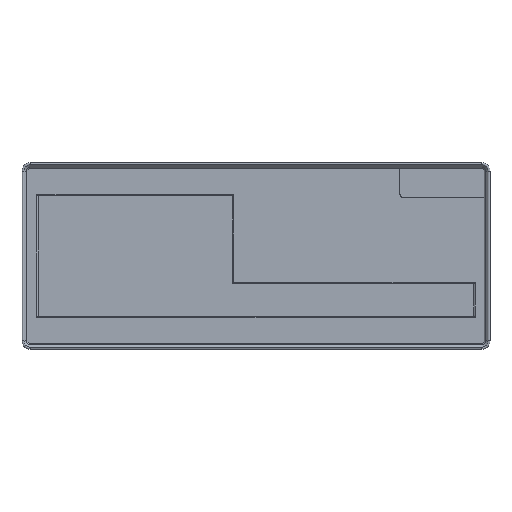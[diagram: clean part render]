
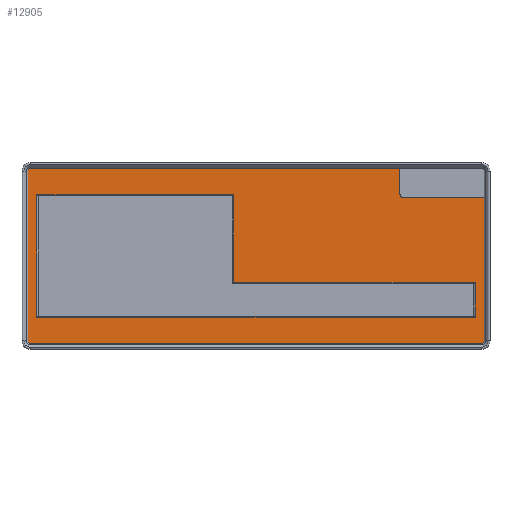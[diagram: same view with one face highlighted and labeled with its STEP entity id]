
A CAD part, top view. The second image highlights one B-rep face of the part: STEP entity #12905.
In plain terms, the highlighted planar face has unit normal (0, 0, 1).
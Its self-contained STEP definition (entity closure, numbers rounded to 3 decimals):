
#427=FACE_BOUND('',#2782,.T.);
#863=CIRCLE('',#14155,3.75);
#864=CIRCLE('',#14156,3.75);
#865=CIRCLE('',#14157,3.75);
#866=CIRCLE('',#14158,3.75);
#1913=FACE_OUTER_BOUND('',#2781,.T.);
#2781=EDGE_LOOP('',(#11578,#11579,#11580,#11581,#11582,#11583,#11584,#11585));
#2782=EDGE_LOOP('',(#11586,#11587,#11588,#11589,#11590,#11591));
#3922=LINE('',#32168,#5096);
#3924=LINE('',#32182,#5098);
#3927=LINE('',#32189,#5101);
#3929=LINE('',#32195,#5103);
#3930=LINE('',#32198,#5104);
#3933=LINE('',#32204,#5107);
#3948=LINE('',#32243,#5122);
#3949=LINE('',#32247,#5123);
#3950=LINE('',#32251,#5124);
#3951=LINE('',#32254,#5125);
#5096=VECTOR('',#17647,10.);
#5098=VECTOR('',#17663,10.);
#5101=VECTOR('',#17670,10.);
#5103=VECTOR('',#17676,10.);
#5104=VECTOR('',#17679,10.);
#5107=VECTOR('',#17686,10.);
#5122=VECTOR('',#17725,10.);
#5123=VECTOR('',#17728,10.);
#5124=VECTOR('',#17731,10.);
#5125=VECTOR('',#17734,10.);
#6211=VERTEX_POINT('',#32166);
#6212=VERTEX_POINT('',#32167);
#6217=VERTEX_POINT('',#32178);
#6219=VERTEX_POINT('',#32187);
#6221=VERTEX_POINT('',#32193);
#6222=VERTEX_POINT('',#32197);
#6233=VERTEX_POINT('',#32239);
#6234=VERTEX_POINT('',#32240);
#6235=VERTEX_POINT('',#32242);
#6236=VERTEX_POINT('',#32244);
#6237=VERTEX_POINT('',#32246);
#6238=VERTEX_POINT('',#32248);
#6239=VERTEX_POINT('',#32250);
#6240=VERTEX_POINT('',#32252);
#7989=EDGE_CURVE('',#6211,#6212,#3922,.T.);
#7996=EDGE_CURVE('',#6212,#6217,#3924,.T.);
#8000=EDGE_CURVE('',#6219,#6211,#3927,.T.);
#8003=EDGE_CURVE('',#6221,#6219,#3929,.T.);
#8004=EDGE_CURVE('',#6222,#6221,#3930,.T.);
#8008=EDGE_CURVE('',#6217,#6222,#3933,.T.);
#8026=EDGE_CURVE('',#6233,#6234,#863,.T.);
#8027=EDGE_CURVE('',#6234,#6235,#3948,.T.);
#8028=EDGE_CURVE('',#6235,#6236,#864,.T.);
#8029=EDGE_CURVE('',#6236,#6237,#3949,.T.);
#8030=EDGE_CURVE('',#6237,#6238,#865,.T.);
#8031=EDGE_CURVE('',#6238,#6239,#3950,.T.);
#8032=EDGE_CURVE('',#6239,#6240,#866,.T.);
#8033=EDGE_CURVE('',#6240,#6233,#3951,.T.);
#11578=ORIENTED_EDGE('',*,*,#8026,.T.);
#11579=ORIENTED_EDGE('',*,*,#8027,.T.);
#11580=ORIENTED_EDGE('',*,*,#8028,.T.);
#11581=ORIENTED_EDGE('',*,*,#8029,.T.);
#11582=ORIENTED_EDGE('',*,*,#8030,.T.);
#11583=ORIENTED_EDGE('',*,*,#8031,.T.);
#11584=ORIENTED_EDGE('',*,*,#8032,.T.);
#11585=ORIENTED_EDGE('',*,*,#8033,.T.);
#11586=ORIENTED_EDGE('',*,*,#7989,.F.);
#11587=ORIENTED_EDGE('',*,*,#8000,.F.);
#11588=ORIENTED_EDGE('',*,*,#8003,.F.);
#11589=ORIENTED_EDGE('',*,*,#8004,.F.);
#11590=ORIENTED_EDGE('',*,*,#8008,.F.);
#11591=ORIENTED_EDGE('',*,*,#7996,.F.);
#12111=PLANE('',#14154);
#12905=ADVANCED_FACE('',(#1913,#427),#12111,.T.);
#14154=AXIS2_PLACEMENT_3D('',#32238,#17721,#17722);
#14155=AXIS2_PLACEMENT_3D('',#32241,#17723,#17724);
#14156=AXIS2_PLACEMENT_3D('',#32245,#17726,#17727);
#14157=AXIS2_PLACEMENT_3D('',#32249,#17729,#17730);
#14158=AXIS2_PLACEMENT_3D('',#32253,#17732,#17733);
#17647=DIRECTION('',(0.,1.,0.));
#17663=DIRECTION('',(-1.,0.,0.));
#17670=DIRECTION('',(1.,0.,0.));
#17676=DIRECTION('',(0.,-1.,0.));
#17679=DIRECTION('',(-1.,0.,0.));
#17686=DIRECTION('',(0.,1.,0.));
#17721=DIRECTION('center_axis',(0.,0.,1.));
#17722=DIRECTION('ref_axis',(1.,0.,0.));
#17723=DIRECTION('center_axis',(0.,0.,1.));
#17724=DIRECTION('ref_axis',(-1.,0.,0.));
#17725=DIRECTION('',(1.,0.,0.));
#17726=DIRECTION('center_axis',(0.,0.,1.));
#17727=DIRECTION('ref_axis',(0.,-1.,0.));
#17728=DIRECTION('',(0.,1.,0.));
#17729=DIRECTION('center_axis',(0.,0.,1.));
#17730=DIRECTION('ref_axis',(1.,0.,0.));
#17731=DIRECTION('',(-1.,0.,0.));
#17732=DIRECTION('center_axis',(0.,0.,1.));
#17733=DIRECTION('ref_axis',(0.,1.,0.));
#17734=DIRECTION('',(0.,-1.,0.));
#32166=CARTESIAN_POINT('',(152.042,10.066,2.9));
#32167=CARTESIAN_POINT('',(152.042,25.716,2.9));
#32168=CARTESIAN_POINT('',(152.042,24.041,2.9));
#32178=CARTESIAN_POINT('',(44.042,25.716,2.9));
#32182=CARTESIAN_POINT('',(102.755,25.716,2.9));
#32187=CARTESIAN_POINT('',(-44.108,10.066,2.9));
#32189=CARTESIAN_POINT('',(5.18,10.066,2.9));
#32193=CARTESIAN_POINT('',(-44.108,64.966,2.9));
#32195=CARTESIAN_POINT('',(-44.108,50.991,2.9));
#32197=CARTESIAN_POINT('',(44.042,64.966,2.9));
#32198=CARTESIAN_POINT('',(48.755,64.966,2.9));
#32204=CARTESIAN_POINT('',(44.042,24.041,2.9));
#32238=CARTESIAN_POINT('Origin',(53.967,37.516,2.9));
#32239=CARTESIAN_POINT('',(-50.783,-0.484,2.9));
#32240=CARTESIAN_POINT('',(-47.033,-4.234,2.9));
#32241=CARTESIAN_POINT('Origin',(-47.033,-0.484,2.9));
#32242=CARTESIAN_POINT('',(154.967,-4.234,2.9));
#32243=CARTESIAN_POINT('',(154.967,-4.234,2.9));
#32244=CARTESIAN_POINT('',(158.717,-0.484,2.9));
#32245=CARTESIAN_POINT('Origin',(154.967,-0.484,2.9));
#32246=CARTESIAN_POINT('',(158.717,75.516,2.9));
#32247=CARTESIAN_POINT('',(158.717,75.516,2.9));
#32248=CARTESIAN_POINT('',(154.967,79.266,2.9));
#32249=CARTESIAN_POINT('Origin',(154.967,75.516,2.9));
#32250=CARTESIAN_POINT('',(-47.033,79.266,2.9));
#32251=CARTESIAN_POINT('',(-47.033,79.266,2.9));
#32252=CARTESIAN_POINT('',(-50.783,75.516,2.9));
#32253=CARTESIAN_POINT('Origin',(-47.033,75.516,2.9));
#32254=CARTESIAN_POINT('',(-50.783,-0.484,2.9));
